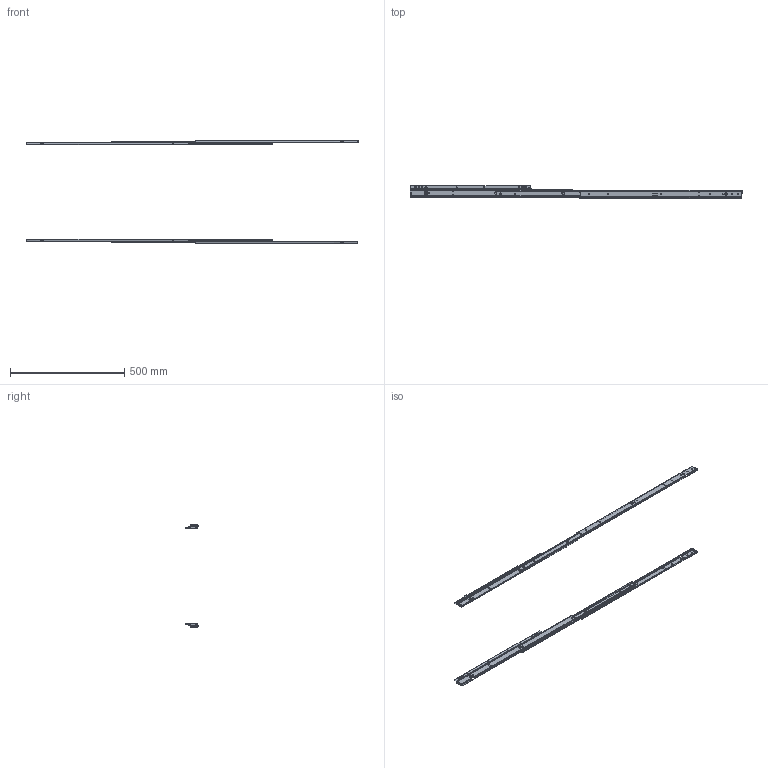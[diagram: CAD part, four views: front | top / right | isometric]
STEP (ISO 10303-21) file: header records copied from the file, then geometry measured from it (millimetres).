
FILE_DESCRIPTION (( 'STEP AP203' ), '1' );
FILE_NAME ('3533-28L　R.STEP', '2021-04-21T08:15:58', ( '' ), ( '' ), 'SwSTEP 2.0', 'SolidWorks 2019', '' );
FILE_SCHEMA (( 'CONFIG_CONTROL_DESIGN' ));
Length unit declared in the file: millimetre
Products named in the file (14): 3533-28R OM僉儍價懁; 3533-28R IM僪儘懁; PN101; 3533-28L OM僪儘懁; 3533-28L　R; 3533-28R OM僪儘懁; 3533-28R; PN41-3; 3533-28L OM僉儍價懁; PN26; 3533-28L IM僪儘懁; 3533-28R IM僉儍價懁; PN4; 3533-28L IM僉儍價懁
Assembly tree (21 placements, depth 3):
  3533-28L　R
    3533-28L OM僉儍價懁
    PN26  x2
    3533-28L IM僉儍價懁
    3533-28L IM僪儘懁
    3533-28L OM僪儘懁
    PN4
    PN101  x2
    PN41-3
    3533-28R
      3533-28R OM僉儍價懁
      PN26  x2
      3533-28R IM僉儍價懁
      3533-28R IM僪儘懁
      3533-28R OM僪儘懁
      PN4
      PN101  x2
      PN41-3
Bounding box: 1451.2 x 54.84 x 450 mm (x, y, z)
Volume: 384436.7 mm3; surface area: 527964.5 mm2
Topology: 20 solids, 20 shells, 1205 faces, 3295 edges, 2150 vertices
Faces by surface type: plane 642, cylinder 510, torus 40, bspline 13
Entity records: 36130 total; most frequent: CARTESIAN_POINT 7102, ORIENTED_EDGE 5760, DIRECTION 5706, EDGE_CURVE 2880, AXIS2_PLACEMENT_3D 1981, VERTEX_POINT 1883, LINE 1744, VECTOR 1744
